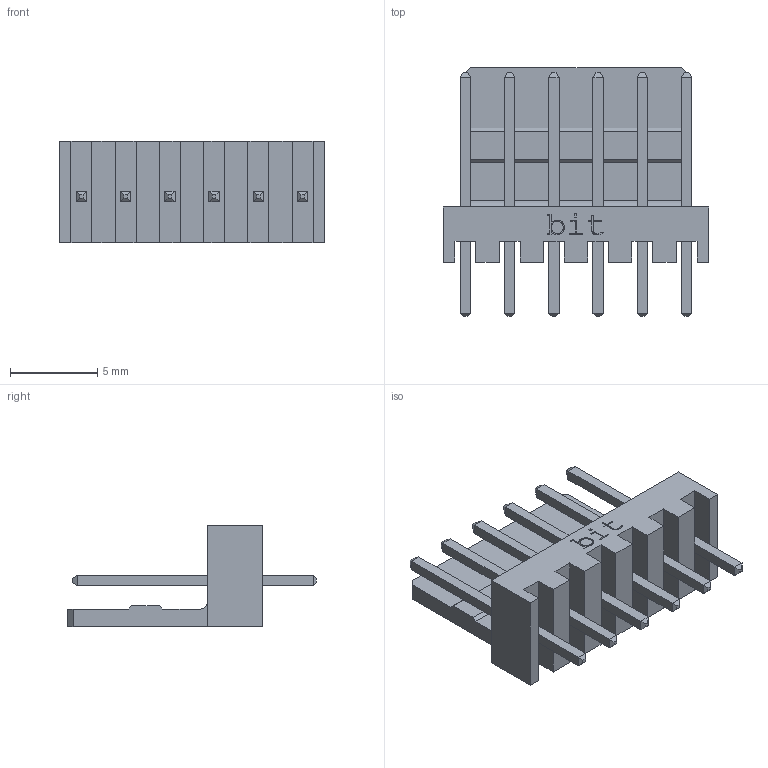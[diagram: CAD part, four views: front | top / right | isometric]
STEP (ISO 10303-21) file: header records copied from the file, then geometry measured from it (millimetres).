
FILE_DESCRIPTION (( 'STEP AP214' ), '1' );
FILE_NAME ('Molex-2.54-6pin.STEP', '2020-04-25T07:05:14', ( '' ), ( '' ), 'SwSTEP 2.0', 'SolidWorks 2013', '' );
FILE_SCHEMA (( 'AUTOMOTIVE_DESIGN' ));
Length unit declared in the file: millimetre
Products named in the file (3): Molex-2.54-6pin; Pieza6; pin
Assembly tree (7 placements, depth 2):
  Molex-2.54-6pin
    Pieza6
    pin  x6
Bounding box: 15.24 x 14.26 x 5.8 mm (x, y, z)
Volume: 361.9 mm3; surface area: 826.1 mm2
Topology: 7 solids, 7 shells, 211 faces, 528 edges, 336 vertices
Faces by surface type: plane 179, bspline 31, cylinder 1
Entity records: 5683 total; most frequent: CARTESIAN_POINT 2130, ORIENTED_EDGE 776, DIRECTION 568, EDGE_CURVE 388, VECTOR 324, LINE 324, VERTEX_POINT 256, EDGE_LOOP 158
